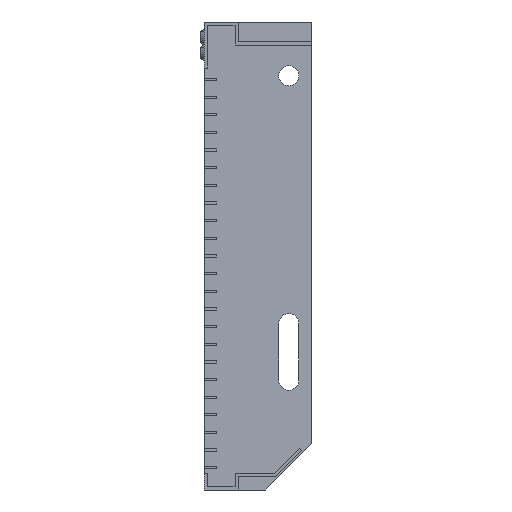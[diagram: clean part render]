
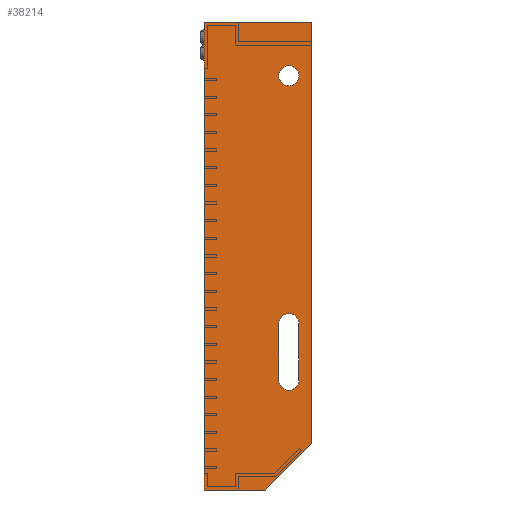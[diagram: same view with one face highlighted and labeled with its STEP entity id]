
A CAD part, left-side view. The second image highlights one B-rep face of the part: STEP entity #38214.
In plain terms, the highlighted planar face has unit normal (-1, 0, 0).
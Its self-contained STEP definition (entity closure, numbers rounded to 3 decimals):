
#91 = VERTEX_POINT ( 'NONE', #36710 ) ;
#544 = PLANE ( 'NONE',  #20862 ) ;
#601 = CARTESIAN_POINT ( 'NONE',  ( -600., 15., -28.5 ) ) ;
#806 = CARTESIAN_POINT ( 'NONE',  ( -600., 0., 0. ) ) ;
#946 = VERTEX_POINT ( 'NONE', #11377 ) ;
#1100 = CIRCLE ( 'NONE', #22387, 6.5 ) ;
#1483 = EDGE_LOOP ( 'NONE', ( #32688, #36308 ) ) ;
#2544 = VERTEX_POINT ( 'NONE', #31036 ) ;
#3944 = EDGE_CURVE ( 'NONE', #21626, #4216, #36695, .T. ) ;
#4146 = AXIS2_PLACEMENT_3D ( 'NONE', #4540, #35363, #16996 ) ;
#4216 = VERTEX_POINT ( 'NONE', #30307 ) ;
#4302 = EDGE_CURVE ( 'NONE', #946, #10543, #25706, .T. ) ;
#4517 = VECTOR ( 'NONE', #36887, 1000. ) ;
#4540 = CARTESIAN_POINT ( 'NONE',  ( -600., 15., -35. ) ) ;
#5690 = VERTEX_POINT ( 'NONE', #21235 ) ;
#5978 = FACE_BOUND ( 'NONE', #24071, .T. ) ;
#6057 = EDGE_CURVE ( 'NONE', #2544, #22624, #27063, .T. ) ;
#6125 = CARTESIAN_POINT ( 'NONE',  ( -600., 30., -305. ) ) ;
#6265 = CARTESIAN_POINT ( 'NONE',  ( -600., 0., 0. ) ) ;
#6503 = CARTESIAN_POINT ( 'NONE',  ( -600., 70., -305. ) ) ;
#6524 = DIRECTION ( 'NONE',  ( 0., 0.707, -0.707 ) ) ;
#6687 = VECTOR ( 'NONE', #12785, 1000. ) ;
#6844 = CARTESIAN_POINT ( 'NONE',  ( -600., 8.5, -233.5 ) ) ;
#7126 = DIRECTION ( 'NONE',  ( 1., 0., 0. ) ) ;
#7162 = CARTESIAN_POINT ( 'NONE',  ( -600., 70., -305. ) ) ;
#7294 = LINE ( 'NONE', #6503, #35593 ) ;
#7664 = LINE ( 'NONE', #16130, #6687 ) ;
#9367 = DIRECTION ( 'NONE',  ( 0., -1., 0. ) ) ;
#9886 = ORIENTED_EDGE ( 'NONE', *, *, #32095, .T. ) ;
#9897 = ORIENTED_EDGE ( 'NONE', *, *, #14858, .F. ) ;
#10543 = VERTEX_POINT ( 'NONE', #601 ) ;
#11377 = CARTESIAN_POINT ( 'NONE',  ( -600., 15., -41.5 ) ) ;
#12785 = DIRECTION ( 'NONE',  ( 0., 0., -1. ) ) ;
#13417 = EDGE_LOOP ( 'NONE', ( #30754, #9897, #37444, #20122, #28434 ) ) ;
#13445 = EDGE_CURVE ( 'NONE', #28463, #21007, #7294, .T. ) ;
#14364 = VECTOR ( 'NONE', #6524, 1000. ) ;
#14367 = DIRECTION ( 'NONE',  ( 0., 0., 1. ) ) ;
#14858 = EDGE_CURVE ( 'NONE', #91, #21626, #24995, .T. ) ;
#15696 = CARTESIAN_POINT ( 'NONE',  ( -600., 15., -196.5 ) ) ;
#16130 = CARTESIAN_POINT ( 'NONE',  ( -600., 8.5, -196.5 ) ) ;
#16765 = AXIS2_PLACEMENT_3D ( 'NONE', #37869, #25167, #19487 ) ;
#16996 = DIRECTION ( 'NONE',  ( 0., 0., -1. ) ) ;
#17171 = CARTESIAN_POINT ( 'NONE',  ( -600., 15., -233.5 ) ) ;
#17202 = CARTESIAN_POINT ( 'NONE',  ( -600., 21.5, -233.5 ) ) ;
#17433 = DIRECTION ( 'NONE',  ( 1., 0., 0. ) ) ;
#18263 = ORIENTED_EDGE ( 'NONE', *, *, #27940, .T. ) ;
#18454 = CARTESIAN_POINT ( 'NONE',  ( -600., 8.5, -196.5 ) ) ;
#19242 = EDGE_CURVE ( 'NONE', #5690, #39762, #38035, .T. ) ;
#19487 = DIRECTION ( 'NONE',  ( 0., 0., -1. ) ) ;
#20122 = ORIENTED_EDGE ( 'NONE', *, *, #13445, .F. ) ;
#20428 = DIRECTION ( 'NONE',  ( 0., 0., 1. ) ) ;
#20545 = CARTESIAN_POINT ( 'NONE',  ( -600., 30., -305. ) ) ;
#20853 = FACE_OUTER_BOUND ( 'NONE', #13417, .T. ) ;
#20862 = AXIS2_PLACEMENT_3D ( 'NONE', #806, #21964, #14367 ) ;
#21007 = VERTEX_POINT ( 'NONE', #7162 ) ;
#21235 = CARTESIAN_POINT ( 'NONE',  ( -600., 21.5, -196.5 ) ) ;
#21626 = VERTEX_POINT ( 'NONE', #37591 ) ;
#21964 = DIRECTION ( 'NONE',  ( 1., 0., 0. ) ) ;
#22387 = AXIS2_PLACEMENT_3D ( 'NONE', #32556, #32425, #35207 ) ;
#22624 = VERTEX_POINT ( 'NONE', #33627 ) ;
#23306 = EDGE_CURVE ( 'NONE', #39762, #33450, #7664, .T. ) ;
#23633 = DIRECTION ( 'NONE',  ( 0., 0., -1. ) ) ;
#23942 = CARTESIAN_POINT ( 'NONE',  ( -600., 70., 0. ) ) ;
#24023 = VECTOR ( 'NONE', #9367, 1000. ) ;
#24071 = EDGE_LOOP ( 'NONE', ( #27798, #18263, #38074, #9886, #30220 ) ) ;
#24995 = LINE ( 'NONE', #6265, #24023 ) ;
#25167 = DIRECTION ( 'NONE',  ( 1., 0., 0. ) ) ;
#25706 = CIRCLE ( 'NONE', #16765, 6.5 ) ;
#26521 = DIRECTION ( 'NONE',  ( 0., 0., 1. ) ) ;
#26637 = AXIS2_PLACEMENT_3D ( 'NONE', #17171, #17433, #23633 ) ;
#26752 = DIRECTION ( 'NONE',  ( 0., 0., -1. ) ) ;
#27063 = CIRCLE ( 'NONE', #26637, 6.5 ) ;
#27410 = VECTOR ( 'NONE', #20428, 1000. ) ;
#27798 = ORIENTED_EDGE ( 'NONE', *, *, #23306, .T. ) ;
#27940 = EDGE_CURVE ( 'NONE', #33450, #2544, #1100, .T. ) ;
#28131 = FACE_BOUND ( 'NONE', #1483, .T. ) ;
#28434 = ORIENTED_EDGE ( 'NONE', *, *, #29508, .F. ) ;
#28463 = VERTEX_POINT ( 'NONE', #20545 ) ;
#28811 = LINE ( 'NONE', #6125, #14364 ) ;
#29508 = EDGE_CURVE ( 'NONE', #4216, #28463, #28811, .T. ) ;
#29763 = LINE ( 'NONE', #23942, #27410 ) ;
#30220 = ORIENTED_EDGE ( 'NONE', *, *, #19242, .T. ) ;
#30261 = CIRCLE ( 'NONE', #4146, 6.5 ) ;
#30307 = CARTESIAN_POINT ( 'NONE',  ( -600., 0., -275. ) ) ;
#30324 = EDGE_CURVE ( 'NONE', #21007, #91, #29763, .T. ) ;
#30599 = CARTESIAN_POINT ( 'NONE',  ( -600., 0., -275. ) ) ;
#30754 = ORIENTED_EDGE ( 'NONE', *, *, #3944, .F. ) ;
#31036 = CARTESIAN_POINT ( 'NONE',  ( -600., 15., -240. ) ) ;
#31042 = LINE ( 'NONE', #17202, #37257 ) ;
#32095 = EDGE_CURVE ( 'NONE', #22624, #5690, #31042, .T. ) ;
#32425 = DIRECTION ( 'NONE',  ( 1., 0., 0. ) ) ;
#32556 = CARTESIAN_POINT ( 'NONE',  ( -600., 15., -233.5 ) ) ;
#32688 = ORIENTED_EDGE ( 'NONE', *, *, #4302, .T. ) ;
#33450 = VERTEX_POINT ( 'NONE', #6844 ) ;
#33627 = CARTESIAN_POINT ( 'NONE',  ( -600., 21.5, -233.5 ) ) ;
#35207 = DIRECTION ( 'NONE',  ( 0., 0., -1. ) ) ;
#35363 = DIRECTION ( 'NONE',  ( 1., 0., 0. ) ) ;
#35593 = VECTOR ( 'NONE', #37101, 1000. ) ;
#36308 = ORIENTED_EDGE ( 'NONE', *, *, #36705, .T. ) ;
#36695 = LINE ( 'NONE', #30599, #4517 ) ;
#36705 = EDGE_CURVE ( 'NONE', #10543, #946, #30261, .T. ) ;
#36710 = CARTESIAN_POINT ( 'NONE',  ( -600., 70., 0. ) ) ;
#36786 = AXIS2_PLACEMENT_3D ( 'NONE', #15696, #7126, #26752 ) ;
#36887 = DIRECTION ( 'NONE',  ( 0., 0., -1. ) ) ;
#37101 = DIRECTION ( 'NONE',  ( 0., 1., 0. ) ) ;
#37257 = VECTOR ( 'NONE', #26521, 1000. ) ;
#37444 = ORIENTED_EDGE ( 'NONE', *, *, #30324, .F. ) ;
#37591 = CARTESIAN_POINT ( 'NONE',  ( -600., 0., 0. ) ) ;
#37869 = CARTESIAN_POINT ( 'NONE',  ( -600., 15., -35. ) ) ;
#38035 = CIRCLE ( 'NONE', #36786, 6.5 ) ;
#38074 = ORIENTED_EDGE ( 'NONE', *, *, #6057, .T. ) ;
#38214 = ADVANCED_FACE ( 'NONE', ( #5978, #28131, #20853 ), #544, .F. ) ;
#39762 = VERTEX_POINT ( 'NONE', #18454 ) ;
